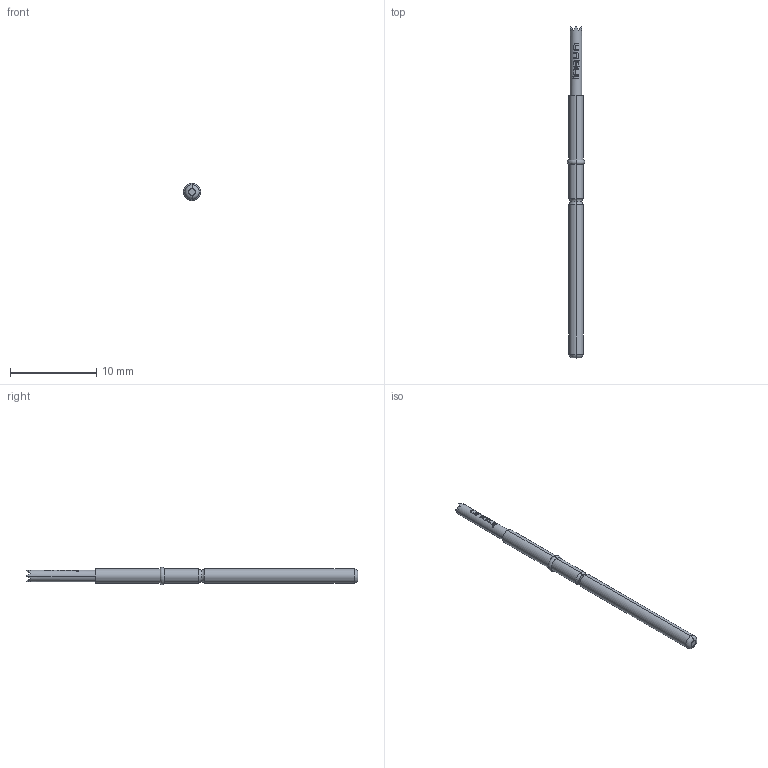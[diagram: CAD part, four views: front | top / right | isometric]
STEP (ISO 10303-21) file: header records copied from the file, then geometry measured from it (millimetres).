
FILE_DESCRIPTION (( 'STEP AP203' ), '1' );
FILE_NAME ('INGUN_GKS-422_306_130_A_xx08.STEP', '2022-01-28T10:28:32', ( 'ochi' ), ( '' ), 'SwSTEP 2.0', 'SolidWorks 2018', '' );
FILE_SCHEMA (( 'CONFIG_CONTROL_DESIGN' ));
Length unit declared in the file: millimetre
Products named in the file (1): INGUN_GKS-422_306_130_A_xx08
Bounding box: 2 x 38.4 x 2 mm (x, y, z)
Volume: 75.3 mm3; surface area: 195.4 mm2
Topology: 1 solids, 1 shells, 114 faces, 278 edges, 173 vertices
Faces by surface type: plane 70, bspline 22, cylinder 14, torus 8
Entity records: 3651 total; most frequent: CARTESIAN_POINT 1152, ORIENTED_EDGE 556, DIRECTION 422, EDGE_CURVE 278, VERTEX_POINT 173, AXIS2_PLACEMENT_3D 159, EDGE_LOOP 121, ADVANCED_FACE 114
